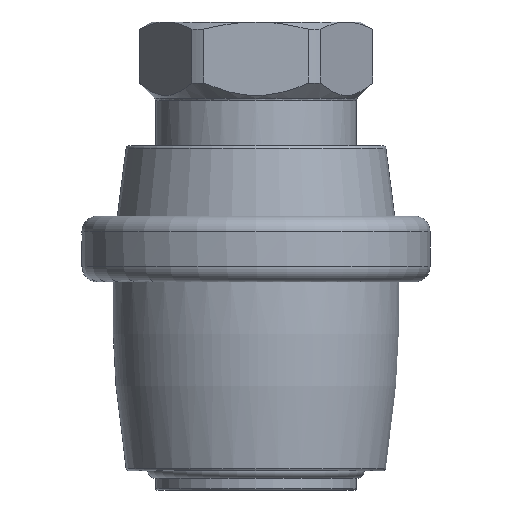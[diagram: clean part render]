
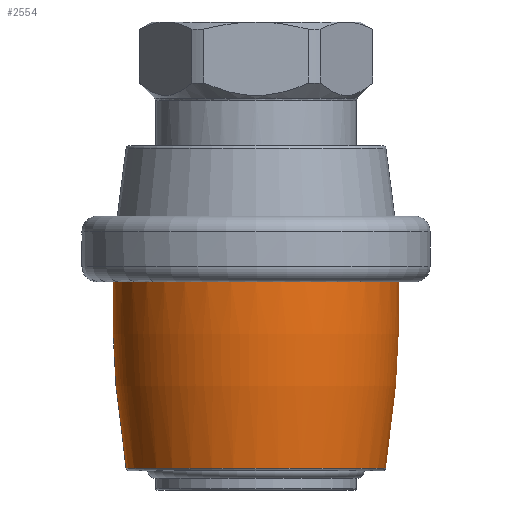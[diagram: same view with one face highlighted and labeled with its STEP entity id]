
A CAD part, left-side view. The second image highlights one B-rep face of the part: STEP entity #2554.
In plain terms, the highlighted toroidal (fillet/blend) face has major radius 107.5 mm and minor radius 126 mm.
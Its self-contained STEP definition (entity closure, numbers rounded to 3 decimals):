
#26=DEGENERATE_TOROIDAL_SURFACE('',#2743,107.5,126.,
 .F.);
#451=ORIENTED_EDGE('',*,*,#720,.T.);
#452=ORIENTED_EDGE('',*,*,#721,.F.);
#720=EDGE_CURVE('',#886,#886,#1001,.T.);
#721=EDGE_CURVE('',#887,#887,#1002,.T.);
#886=VERTEX_POINT('',#3933);
#887=VERTEX_POINT('',#3936);
#1001=CIRCLE('',#2742,18.454);
#1002=CIRCLE('',#2744,16.794);
#1162=EDGE_LOOP('',(#451));
#1163=EDGE_LOOP('',(#452));
#1413=FACE_BOUND('',#1162,.T.);
#1414=FACE_BOUND('',#1163,.T.);
#2554=ADVANCED_FACE('',(#1413,#1414),#26,.F.);
#2742=AXIS2_PLACEMENT_3D('',#3932,#3090,#3091);
#2743=AXIS2_PLACEMENT_3D('',#3934,#3092,#3093);
#2744=AXIS2_PLACEMENT_3D('',#3935,#3094,#3095);
#3090=DIRECTION('',(0.,0.,-1.));
#3091=DIRECTION('',(0.,1.,0.));
#3092=DIRECTION('',(0.,0.,-1.));
#3093=DIRECTION('',(0.,1.,0.));
#3094=DIRECTION('',(0.,0.,-1.));
#3095=DIRECTION('',(0.,1.,0.));
#3932=CARTESIAN_POINT('',(0.,0.,26.9));
#3933=CARTESIAN_POINT('',(0.,18.454,26.9));
#3934=CARTESIAN_POINT('',(0.,0.,23.5));
#3935=CARTESIAN_POINT('',(0.,0.,2.834));
#3936=CARTESIAN_POINT('',(0.,16.794,2.834));
